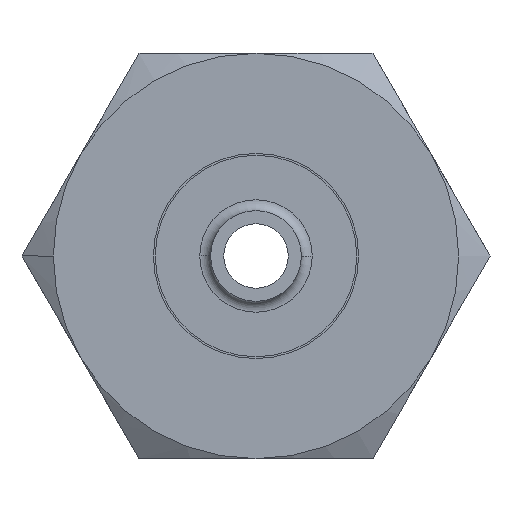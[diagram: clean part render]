
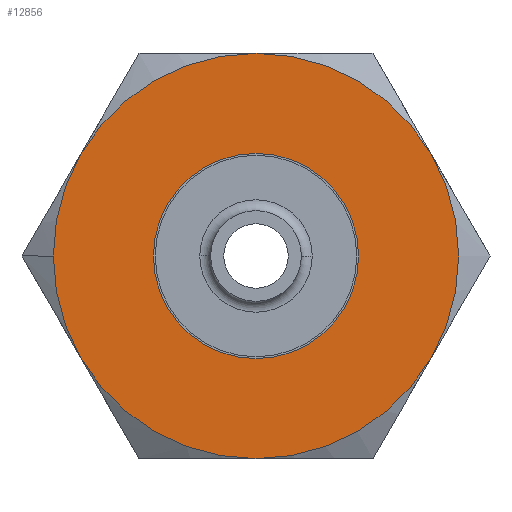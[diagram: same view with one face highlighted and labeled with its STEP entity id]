
A CAD part, left-side view. The second image highlights one B-rep face of the part: STEP entity #12856.
In plain terms, the highlighted planar face has unit normal (-1, 0, 0).
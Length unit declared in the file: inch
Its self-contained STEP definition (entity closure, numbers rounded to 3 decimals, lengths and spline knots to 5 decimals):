
#300 = ORIENTED_EDGE ( 'NONE', *, *, #4555, .F. ) ;
#361 = PLANE ( 'NONE',  #4465 ) ;
#408 = CARTESIAN_POINT ( 'NONE',  ( -0.937, 0.28475, 0. ) ) ;
#493 = DIRECTION ( 'NONE',  ( 1., 0., 0. ) ) ;
#911 = CARTESIAN_POINT ( 'NONE',  ( -0.937, 0., 0. ) ) ;
#967 = ORIENTED_EDGE ( 'NONE', *, *, #9668, .F. ) ;
#985 = CARTESIAN_POINT ( 'NONE',  ( -0.937, 0., 0.5625 ) ) ;
#1065 = CARTESIAN_POINT ( 'NONE',  ( -0.937, -0.48714, 0.28125 ) ) ;
#1305 = EDGE_LOOP ( 'NONE', ( #2378, #13808 ) ) ;
#1326 = DIRECTION ( 'NONE',  ( 0., -1., 0. ) ) ;
#1466 = CIRCLE ( 'NONE', #6471, 0.5625 ) ;
#1606 = DIRECTION ( 'NONE',  ( 0., 1., 0. ) ) ;
#1924 = CARTESIAN_POINT ( 'NONE',  ( -0.937, 0.5625, 0. ) ) ;
#2001 = DIRECTION ( 'NONE',  ( 0., 1., 0. ) ) ;
#2119 = AXIS2_PLACEMENT_3D ( 'NONE', #9321, #493, #4918 ) ;
#2377 = ORIENTED_EDGE ( 'NONE', *, *, #7685, .F. ) ;
#2378 = ORIENTED_EDGE ( 'NONE', *, *, #8927, .T. ) ;
#2476 = CARTESIAN_POINT ( 'NONE',  ( -0.937, 0.48714, -0.28125 ) ) ;
#2605 = DIRECTION ( 'NONE',  ( 0., 1., 0. ) ) ;
#2773 = EDGE_CURVE ( 'NONE', #7343, #4648, #7576, .T. ) ;
#2779 = AXIS2_PLACEMENT_3D ( 'NONE', #12220, #13265, #6794 ) ;
#3271 = EDGE_CURVE ( 'NONE', #12053, #5383, #8963, .T. ) ;
#3760 = CARTESIAN_POINT ( 'NONE',  ( -0.937, 0., 0. ) ) ;
#3779 = CIRCLE ( 'NONE', #10496, 0.5625 ) ;
#3819 = ORIENTED_EDGE ( 'NONE', *, *, #3271, .F. ) ;
#3981 = AXIS2_PLACEMENT_3D ( 'NONE', #9170, #8121, #11346 ) ;
#4110 = CIRCLE ( 'NONE', #5116, 0.5625 ) ;
#4346 = CARTESIAN_POINT ( 'NONE',  ( -0.937, -0.28475, 0. ) ) ;
#4465 = AXIS2_PLACEMENT_3D ( 'NONE', #408, #4734, #1326 ) ;
#4555 = EDGE_CURVE ( 'NONE', #11461, #9701, #1466, .T. ) ;
#4648 = VERTEX_POINT ( 'NONE', #2476 ) ;
#4712 = FACE_OUTER_BOUND ( 'NONE', #6986, .T. ) ;
#4734 = DIRECTION ( 'NONE',  ( -1., 0., 0. ) ) ;
#4918 = DIRECTION ( 'NONE',  ( 0., 1., 0. ) ) ;
#5116 = AXIS2_PLACEMENT_3D ( 'NONE', #13653, #8847, #2001 ) ;
#5252 = EDGE_CURVE ( 'NONE', #4648, #9009, #8252, .T. ) ;
#5337 = DIRECTION ( 'NONE',  ( 0., 1., 0. ) ) ;
#5383 = VERTEX_POINT ( 'NONE', #9649 ) ;
#5623 = VERTEX_POINT ( 'NONE', #10131 ) ;
#6381 = DIRECTION ( 'NONE',  ( 1., 0., 0. ) ) ;
#6463 = CARTESIAN_POINT ( 'NONE',  ( -0.937, 0., 0. ) ) ;
#6471 = AXIS2_PLACEMENT_3D ( 'NONE', #911, #6590, #14327 ) ;
#6513 = DIRECTION ( 'NONE',  ( 1., 0., 0. ) ) ;
#6590 = DIRECTION ( 'NONE',  ( 1., 0., 0. ) ) ;
#6794 = DIRECTION ( 'NONE',  ( 0., 1., 0. ) ) ;
#6986 = EDGE_LOOP ( 'NONE', ( #300, #967, #12746, #13674, #2377, #3819, #13034 ) ) ;
#7343 = VERTEX_POINT ( 'NONE', #10493 ) ;
#7509 = AXIS2_PLACEMENT_3D ( 'NONE', #11421, #8190, #2605 ) ;
#7576 = CIRCLE ( 'NONE', #7509, 0.5625 ) ;
#7685 = EDGE_CURVE ( 'NONE', #5383, #7343, #9186, .T. ) ;
#7785 = CIRCLE ( 'NONE', #9289, 0.28475 ) ;
#8121 = DIRECTION ( 'NONE',  ( 1., 0., 0. ) ) ;
#8190 = DIRECTION ( 'NONE',  ( 1., 0., 0. ) ) ;
#8252 = CIRCLE ( 'NONE', #14077, 0.5625 ) ;
#8512 = EDGE_CURVE ( 'NONE', #12653, #5623, #10553, .T. ) ;
#8847 = DIRECTION ( 'NONE',  ( 1., 0., 0. ) ) ;
#8927 = EDGE_CURVE ( 'NONE', #5623, #12653, #7785, .T. ) ;
#8963 = CIRCLE ( 'NONE', #2779, 0.5625 ) ;
#9009 = VERTEX_POINT ( 'NONE', #1924 ) ;
#9170 = CARTESIAN_POINT ( 'NONE',  ( -0.937, 0., 0. ) ) ;
#9186 = CIRCLE ( 'NONE', #3981, 0.5625 ) ;
#9289 = AXIS2_PLACEMENT_3D ( 'NONE', #9732, #6381, #5337 ) ;
#9321 = CARTESIAN_POINT ( 'NONE',  ( -0.937, 0., 0. ) ) ;
#9335 = DIRECTION ( 'NONE',  ( 1., 0., 0. ) ) ;
#9649 = CARTESIAN_POINT ( 'NONE',  ( -0.937, -0.48714, -0.28125 ) ) ;
#9668 = EDGE_CURVE ( 'NONE', #9009, #11461, #4110, .T. ) ;
#9701 = VERTEX_POINT ( 'NONE', #985 ) ;
#9717 = EDGE_CURVE ( 'NONE', #9701, #12053, #3779, .T. ) ;
#9732 = CARTESIAN_POINT ( 'NONE',  ( -0.937, 0., 0. ) ) ;
#10131 = CARTESIAN_POINT ( 'NONE',  ( -0.937, 0.28475, 0. ) ) ;
#10493 = CARTESIAN_POINT ( 'NONE',  ( -0.937, 0., -0.5625 ) ) ;
#10496 = AXIS2_PLACEMENT_3D ( 'NONE', #6463, #6513, #14209 ) ;
#10553 = CIRCLE ( 'NONE', #2119, 0.28475 ) ;
#11346 = DIRECTION ( 'NONE',  ( 0., 1., 0. ) ) ;
#11421 = CARTESIAN_POINT ( 'NONE',  ( -0.937, 0., 0. ) ) ;
#11461 = VERTEX_POINT ( 'NONE', #12338 ) ;
#12053 = VERTEX_POINT ( 'NONE', #1065 ) ;
#12151 = FACE_BOUND ( 'NONE', #1305, .T. ) ;
#12220 = CARTESIAN_POINT ( 'NONE',  ( -0.937, 0., 0. ) ) ;
#12338 = CARTESIAN_POINT ( 'NONE',  ( -0.937, 0.48714, 0.28125 ) ) ;
#12653 = VERTEX_POINT ( 'NONE', #4346 ) ;
#12746 = ORIENTED_EDGE ( 'NONE', *, *, #5252, .F. ) ;
#12856 = ADVANCED_FACE ( 'NONE', ( #12151, #4712 ), #361, .T. ) ;
#13034 = ORIENTED_EDGE ( 'NONE', *, *, #9717, .F. ) ;
#13265 = DIRECTION ( 'NONE',  ( 1., 0., 0. ) ) ;
#13653 = CARTESIAN_POINT ( 'NONE',  ( -0.937, 0., 0. ) ) ;
#13674 = ORIENTED_EDGE ( 'NONE', *, *, #2773, .F. ) ;
#13808 = ORIENTED_EDGE ( 'NONE', *, *, #8512, .T. ) ;
#14077 = AXIS2_PLACEMENT_3D ( 'NONE', #3760, #9335, #1606 ) ;
#14209 = DIRECTION ( 'NONE',  ( 0., 1., 0. ) ) ;
#14327 = DIRECTION ( 'NONE',  ( 0., 1., 0. ) ) ;
